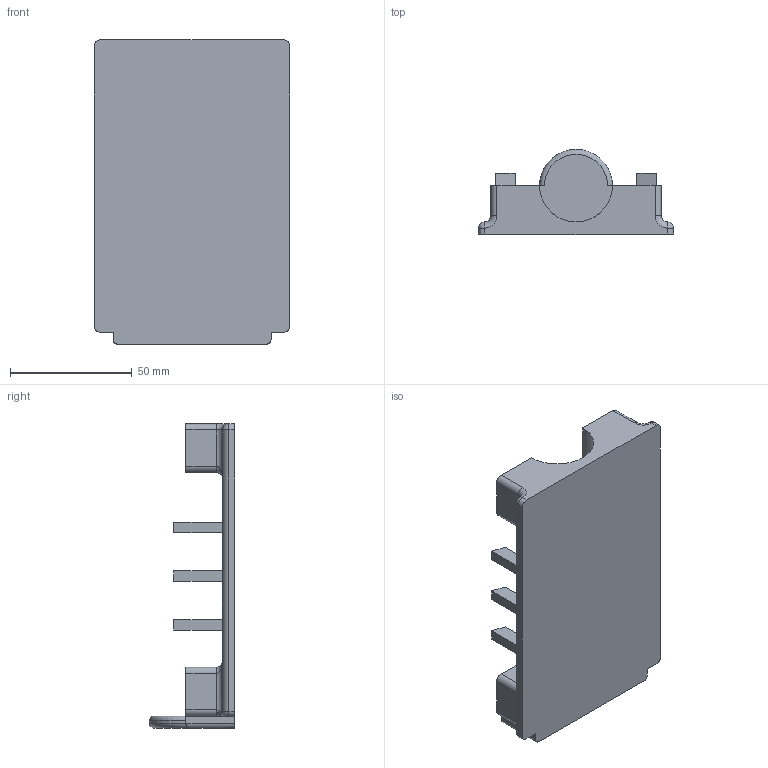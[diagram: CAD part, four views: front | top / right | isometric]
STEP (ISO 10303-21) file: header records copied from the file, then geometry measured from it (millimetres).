
FILE_DESCRIPTION(/* description */ (''),/* implementation_level */ '2;1');
FILE_NAME(/* name */ 'Support US.stp',/* time_stamp */ '2021-08-09T15:25:05-06:00',/* author */ ('devinvanelburg'),/* organization */ (''),/* preprocessor_version */ 'ST-DEVELOPER v17.2',/* originating_system */ 'Autodesk Inventor 2019',/* authorisation */ '');
FILE_SCHEMA (('AUTOMOTIVE_DESIGN { 1 0 10303 214 3 1 1 }'));
Length unit declared in the file: millimetre
Products named in the file (1): Support US
Bounding box: 80.16 x 35 x 125 mm (x, y, z)
Volume: 84790.7 mm3; surface area: 30740.4 mm2
Topology: 1 solids, 1 shells, 110 faces, 270 edges, 160 vertices
Faces by surface type: plane 51, cylinder 33, bspline 14, torus 6, cone 4, sphere 2
Full cylindrical faces by diameter (mm): 5.08 x4
Entity records: 3938 total; most frequent: CARTESIAN_POINT 1345, DIRECTION 533, ORIENTED_EDGE 516, EDGE_CURVE 258, AXIS2_PLACEMENT_3D 194, VERTEX_POINT 160, LINE 145, VECTOR 145
